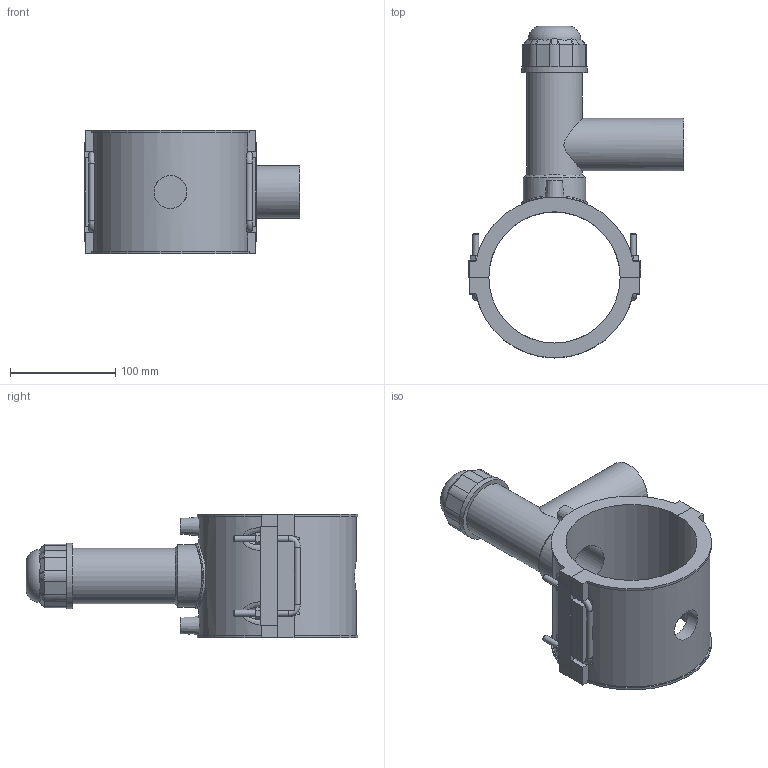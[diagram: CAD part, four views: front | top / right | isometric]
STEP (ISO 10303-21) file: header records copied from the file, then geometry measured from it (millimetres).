
FILE_DESCRIPTION(/* description */ ('PLASSON TAPPING SADDLE 125x50'),/* implementation_level */ '2;1');
FILE_NAME(/* name */ '496304125050.ipt.stp',/* time_stamp */ '2018-05-02T16:16:07+03:00',/* author */ ('KIM'),/* organization */ (''),/* preprocessor_version */ 'ST-DEVELOPER v15.6',/* originating_system */ 'Autodesk Inventor 2015',/* authorisation */ '');
FILE_SCHEMA (('AUTOMOTIVE_DESIGN { 1 0 10303 214 3 1 1 }'));
Length unit declared in the file: millimetre
Products named in the file (1): 496304125050
Bounding box: 205 x 316 x 118 mm (x, y, z)
Volume: 947045 mm3; surface area: 210723.8 mm2
Topology: 1 solids, 3 shells, 227 faces, 562 edges, 358 vertices
Faces by surface type: plane 126, cylinder 56, bspline 21, cone 15, torus 9
Full cylindrical faces by diameter (mm): 4 x2, 6 x8, 10 x2, 31.36 x1, 40 x1, 43.75 x1, 50 x1, 53.125 x1, 59.375 x1, 62.5 x2
Entity records: 8134 total; most frequent: CARTESIAN_POINT 2979, ORIENTED_EDGE 1086, DIRECTION 967, EDGE_CURVE 533, VERTEX_POINT 353, AXIS2_PLACEMENT_3D 334, LINE 299, VECTOR 299
